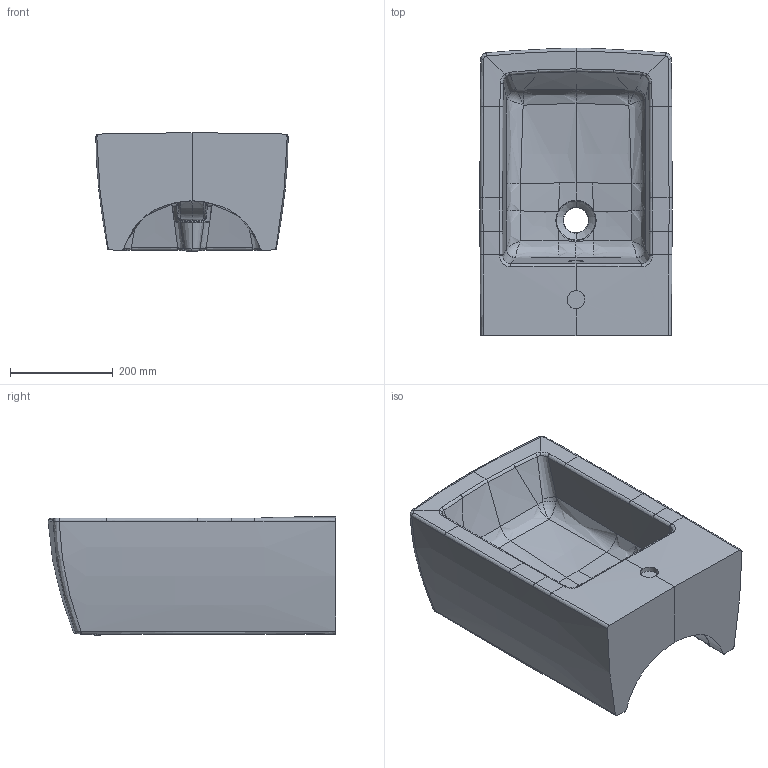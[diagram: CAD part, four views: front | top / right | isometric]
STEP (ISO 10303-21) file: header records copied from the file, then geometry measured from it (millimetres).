
FILE_DESCRIPTION(/* description */ (''),/* implementation_level */ '2;1');
FILE_NAME(/* name */ '443300_Memento2.0_WBD.stp',/* time_stamp */ '2018-09-05T12:53:41+02:00',/* author */ (''),/* organization */ (''),/* preprocessor_version */ 'ST-DEVELOPER v16',/* originating_system */ 'SIEMENS PLM Software NX 10.0',/* authorisation */ '');
FILE_SCHEMA (('AUTOMOTIVE_DESIGN { 1 0 10303 214 3 1 1 1 }'));
Length unit declared in the file: millimetre
Products named in the file (1): Muel19F88632ks5a
Bounding box: 374.63 x 560.24 x 231.46 mm (x, y, z)
Surface area: 936428.2 mm2 (no closed solid volume)
Topology: 0 solids, 1 shells, 260 faces, 660 edges, 388 vertices
Faces by surface type: bspline 232, plane 12, extrusion 6, sphere 4, cylinder 4, cone 2
Full cylindrical faces by diameter (mm): 25 x1, 35 x1
Entity records: 32714 total; most frequent: CARTESIAN_POINT 28634, ORIENTED_EDGE 1268, EDGE_CURVE 634, B_SPLINE_CURVE_WITH_KNOTS 563, VERTEX_POINT 376, EDGE_LOOP 262, ADVANCED_FACE 260, FACE_OUTER_BOUND 258
